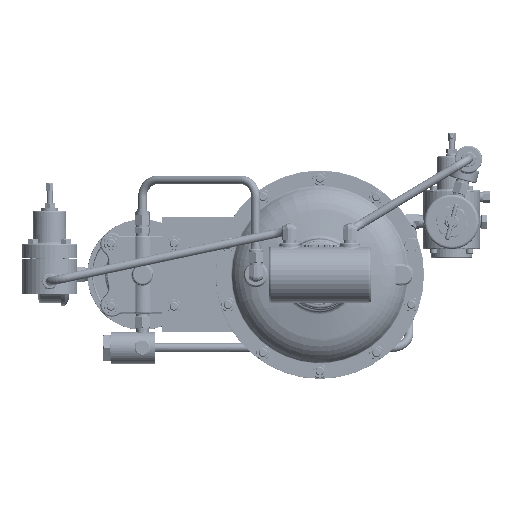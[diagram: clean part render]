
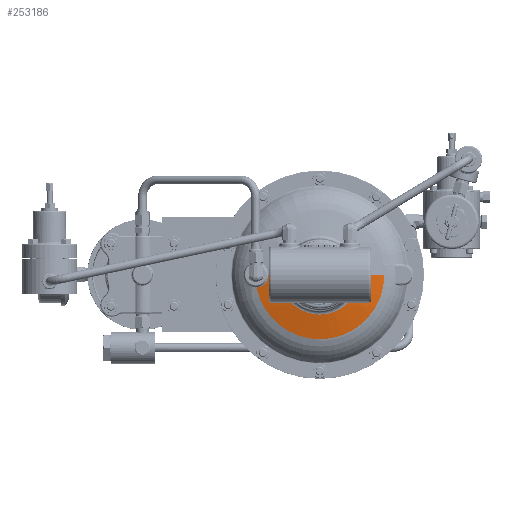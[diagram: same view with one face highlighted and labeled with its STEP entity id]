
A CAD part, front view. The second image highlights one B-rep face of the part: STEP entity #253186.
In plain terms, the highlighted spherical face has radius 300.038 mm.
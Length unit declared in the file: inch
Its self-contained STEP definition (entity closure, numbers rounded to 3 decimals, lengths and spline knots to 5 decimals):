
#9182 = CARTESIAN_POINT ( 'NONE',  ( 2.80053, 5.40716, 0. ) ) ;
#14837 = CARTESIAN_POINT ( 'NONE',  ( -2.2444, 5.28608, -0.12815 ) ) ;
#28541 = B_SPLINE_CURVE_WITH_KNOTS ( 'NONE', 3,
 ( #62824, #225393, #229623, #188543, #127875, #30342, #292333, #197088, #326958, #357411, #426780, #60692, #424623, #259970 ),
 .UNSPECIFIED., .F., .F.,
 ( 4, 2, 2, 2, 2, 2, 4 ),
 ( 0., 0.00289, 0.00434, 0.00579, 0.00723, 0.00868, 0.01157 ),
 .UNSPECIFIED. ) ;
#30342 = CARTESIAN_POINT ( 'NONE',  ( -2.34966, 5.31193, -0.35739 ) ) ;
#31099 = EDGE_CURVE ( 'NONE', #421814, #309232, #312894, .T. ) ;
#35278 = AXIS2_PLACEMENT_3D ( 'NONE', #169882, #171980, #273667 ) ;
#40058 = CARTESIAN_POINT ( 'NONE',  ( -2.61452, 5.37592, -0.53894 ) ) ;
#41184 = AXIS2_PLACEMENT_3D ( 'NONE', #293117, #199966, #191490 ) ;
#43538 = EDGE_CURVE ( 'NONE', #84805, #79398, #56353, .T. ) ;
#43810 = CARTESIAN_POINT ( 'NONE',  ( -2.26415, 5.29095, -0.18993 ) ) ;
#44581 = CARTESIAN_POINT ( 'NONE',  ( 0., 16.88288, 0. ) ) ;
#47767 = CIRCLE ( 'NONE', #276255, 11.8125 ) ;
#47977 = ORIENTED_EDGE ( 'NONE', *, *, #153664, .T. ) ;
#56353 = B_SPLINE_CURVE_WITH_KNOTS ( 'NONE', 3,
 ( #96594, #295685, #40058, #139705, #68284, #204725 ),
 .UNSPECIFIED., .F., .F.,
 ( 4, 2, 4 ),
 ( 0., 0.00256, 0.00513 ),
 .UNSPECIFIED. ) ;
#60692 = CARTESIAN_POINT ( 'NONE',  ( -2.48569, 5.34495, -0.48376 ) ) ;
#62824 = CARTESIAN_POINT ( 'NONE',  ( -2.26415, 5.29095, -0.18993 ) ) ;
#68284 = CARTESIAN_POINT ( 'NONE',  ( -2.71108, 5.39916, -0.55728 ) ) ;
#74927 = EDGE_CURVE ( 'NONE', #309232, #84805, #28541, .T. ) ;
#79398 = VERTEX_POINT ( 'NONE', #404116 ) ;
#84805 = VERTEX_POINT ( 'NONE', #400786 ) ;
#85500 = ORIENTED_EDGE ( 'NONE', *, *, #74927, .T. ) ;
#96594 = CARTESIAN_POINT ( 'NONE',  ( -2.55232, 5.36097, -0.51632 ) ) ;
#101947 = ORIENTED_EDGE ( 'NONE', *, *, #43538, .T. ) ;
#102373 = CARTESIAN_POINT ( 'NONE',  ( 0., 16.88288, 0. ) ) ;
#110159 = CIRCLE ( 'NONE', #41184, 11.8125 ) ;
#111099 = AXIS2_PLACEMENT_3D ( 'NONE', #231067, #269825, #271951 ) ;
#124312 = EDGE_CURVE ( 'NONE', #151080, #304987, #47767, .T. ) ;
#127875 = CARTESIAN_POINT ( 'NONE',  ( -2.3282, 5.30668, -0.32668 ) ) ;
#139705 = CARTESIAN_POINT ( 'NONE',  ( -2.67851, 5.39131, -0.55303 ) ) ;
#141241 = CARTESIAN_POINT ( 'NONE',  ( -1.73253, 5.19812, 0. ) ) ;
#151080 = VERTEX_POINT ( 'NONE', #9182 ) ;
#153664 = EDGE_CURVE ( 'NONE', #79398, #151080, #242527, .T. ) ;
#163773 = ORIENTED_EDGE ( 'NONE', *, *, #31099, .T. ) ;
#167412 = DIRECTION ( 'NONE',  ( -1., 0., 0. ) ) ;
#169882 = CARTESIAN_POINT ( 'NONE',  ( 0., 5.19812, 0. ) ) ;
#171980 = DIRECTION ( 'NONE',  ( 0., 1., 0. ) ) ;
#174592 = DIRECTION ( 'NONE',  ( 0., 0., -1. ) ) ;
#185264 = AXIS2_PLACEMENT_3D ( 'NONE', #44581, #174592, #304392 ) ;
#188543 = CARTESIAN_POINT ( 'NONE',  ( -2.31818, 5.30423, -0.31061 ) ) ;
#191490 = DIRECTION ( 'NONE',  ( 1., 0., 0. ) ) ;
#197088 = CARTESIAN_POINT ( 'NONE',  ( -2.38563, 5.32069, -0.40025 ) ) ;
#199966 = DIRECTION ( 'NONE',  ( 0., 0., 1. ) ) ;
#204725 = CARTESIAN_POINT ( 'NONE',  ( -2.74425, 5.40716, -0.55861 ) ) ;
#210455 = EDGE_CURVE ( 'NONE', #421814, #271246, #110159, .T. ) ;
#225393 = CARTESIAN_POINT ( 'NONE',  ( -2.27575, 5.29381, -0.22621 ) ) ;
#229623 = CARTESIAN_POINT ( 'NONE',  ( -2.29064, 5.29748, -0.26094 ) ) ;
#231067 = CARTESIAN_POINT ( 'NONE',  ( 0., 5.40716, 0. ) ) ;
#242527 = CIRCLE ( 'NONE', #111099, 2.80053 ) ;
#242751 = CIRCLE ( 'NONE', #35278, 1.73253 ) ;
#246930 = EDGE_CURVE ( 'NONE', #304987, #271246, #242751, .T. ) ;
#253186 = ADVANCED_FACE ( 'NONE', ( #332652 ), #369541, .T. ) ;
#259970 = CARTESIAN_POINT ( 'NONE',  ( -2.55232, 5.36097, -0.51632 ) ) ;
#269825 = DIRECTION ( 'NONE',  ( 0., -1., 0. ) ) ;
#271246 = VERTEX_POINT ( 'NONE', #141241 ) ;
#271951 = DIRECTION ( 'NONE',  ( 1., 0., 0. ) ) ;
#273667 = DIRECTION ( 'NONE',  ( -1., 0., 0. ) ) ;
#276255 = AXIS2_PLACEMENT_3D ( 'NONE', #102373, #334008, #167412 ) ;
#292333 = CARTESIAN_POINT ( 'NONE',  ( -2.36114, 5.31473, -0.37211 ) ) ;
#293117 = CARTESIAN_POINT ( 'NONE',  ( 0., 16.88288, 0. ) ) ;
#295685 = CARTESIAN_POINT ( 'NONE',  ( -2.58311, 5.36837, -0.52911 ) ) ;
#304392 = DIRECTION ( 'NONE',  ( -1., 0., 0. ) ) ;
#304987 = VERTEX_POINT ( 'NONE', #387758 ) ;
#307154 = CARTESIAN_POINT ( 'NONE',  ( -2.23444, 5.28363, -0.06485 ) ) ;
#309232 = VERTEX_POINT ( 'NONE', #43810 ) ;
#312894 = B_SPLINE_CURVE_WITH_KNOTS ( 'NONE', 3,
 ( #313527, #307154, #14837, #341852 ),
 .UNSPECIFIED., .F., .F.,
 ( 4, 4 ),
 ( 0.00489, 0.00979 ),
 .UNSPECIFIED. ) ;
#313527 = CARTESIAN_POINT ( 'NONE',  ( -2.23444, 5.28363, 0. ) ) ;
#316363 = ORIENTED_EDGE ( 'NONE', *, *, #210455, .F. ) ;
#326958 = CARTESIAN_POINT ( 'NONE',  ( -2.39864, 5.32386, -0.41366 ) ) ;
#332652 = FACE_OUTER_BOUND ( 'NONE', #416113, .T. ) ;
#334008 = DIRECTION ( 'NONE',  ( 0., 0., -1. ) ) ;
#341852 = CARTESIAN_POINT ( 'NONE',  ( -2.26415, 5.29095, -0.18993 ) ) ;
#357411 = CARTESIAN_POINT ( 'NONE',  ( -2.42628, 5.33057, -0.43911 ) ) ;
#365207 = CARTESIAN_POINT ( 'NONE',  ( -2.23444, 5.28363, 0. ) ) ;
#366633 = ORIENTED_EDGE ( 'NONE', *, *, #246930, .T. ) ;
#369541 = SPHERICAL_SURFACE ( 'NONE', #185264, 11.8125 ) ;
#387758 = CARTESIAN_POINT ( 'NONE',  ( 1.73253, 5.19812, 0. ) ) ;
#400786 = CARTESIAN_POINT ( 'NONE',  ( -2.55232, 5.36097, -0.51632 ) ) ;
#404116 = CARTESIAN_POINT ( 'NONE',  ( -2.74425, 5.40716, -0.55861 ) ) ;
#413402 = ORIENTED_EDGE ( 'NONE', *, *, #124312, .T. ) ;
#416113 = EDGE_LOOP ( 'NONE', ( #47977, #413402, #366633, #316363, #163773, #85500, #101947 ) ) ;
#421814 = VERTEX_POINT ( 'NONE', #365207 ) ;
#424623 = CARTESIAN_POINT ( 'NONE',  ( -2.51783, 5.35269, -0.50199 ) ) ;
#426780 = CARTESIAN_POINT ( 'NONE',  ( -2.44075, 5.33407, -0.45099 ) ) ;
